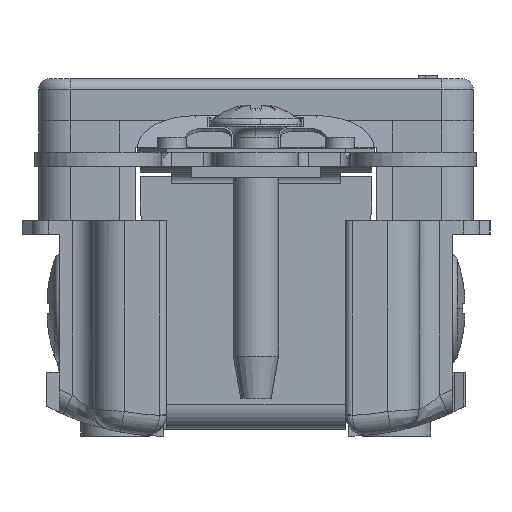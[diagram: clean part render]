
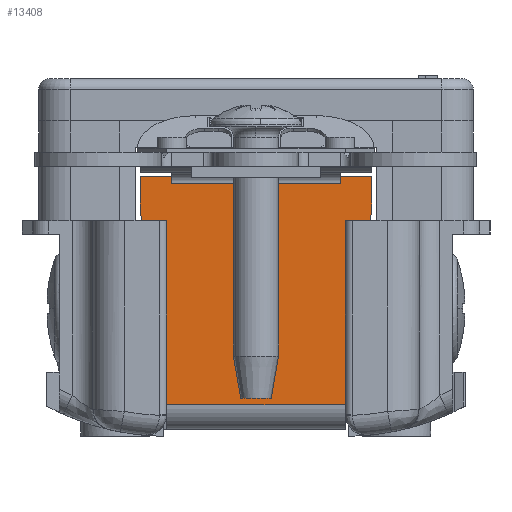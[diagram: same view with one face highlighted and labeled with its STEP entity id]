
A CAD part, front view. The second image highlights one B-rep face of the part: STEP entity #13408.
In plain terms, the highlighted planar face has unit normal (0, -1, 0).
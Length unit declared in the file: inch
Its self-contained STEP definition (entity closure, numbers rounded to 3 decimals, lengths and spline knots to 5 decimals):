
#647 = VERTEX_POINT ( 'NONE', #24325 ) ;
#1064 = DIRECTION ( 'NONE',  ( 0., 0., 1. ) ) ;
#1072 = CARTESIAN_POINT ( 'NONE',  ( 0.3435, -1.062, -0.277 ) ) ;
#1816 = AXIS2_PLACEMENT_3D ( 'NONE', #23912, #42233, #1064 ) ;
#2474 = LINE ( 'NONE', #16022, #37382 ) ;
#3083 = ORIENTED_EDGE ( 'NONE', *, *, #4052, .F. ) ;
#3464 = EDGE_CURVE ( 'NONE', #16687, #56660, #31532, .T. ) ;
#4052 = EDGE_CURVE ( 'NONE', #57746, #11779, #59426, .T. ) ;
#4334 = ORIENTED_EDGE ( 'NONE', *, *, #36148, .T. ) ;
#6161 = LINE ( 'NONE', #1072, #29542 ) ;
#6852 = CARTESIAN_POINT ( 'NONE',  ( 0.0005, -1.062, -0.36887 ) ) ;
#7091 = CARTESIAN_POINT ( 'NONE',  ( -0.2655, -1.062, -0.298 ) ) ;
#7587 = DIRECTION ( 'NONE',  ( 0., 0., 1. ) ) ;
#8052 = CARTESIAN_POINT ( 'NONE',  ( -0.25, -1.062, -0.587 ) ) ;
#8516 = CARTESIAN_POINT ( 'NONE',  ( -0.25, -1.062, -0.298 ) ) ;
#9192 = CARTESIAN_POINT ( 'NONE',  ( 0., -1.062, -0.987 ) ) ;
#9439 = VERTEX_POINT ( 'NONE', #53198 ) ;
#11352 = CARTESIAN_POINT ( 'NONE',  ( -0.2655, -1.062, -0.987 ) ) ;
#11779 = VERTEX_POINT ( 'NONE', #46706 ) ;
#11951 = ORIENTED_EDGE ( 'NONE', *, *, #35388, .F. ) ;
#12202 = VECTOR ( 'NONE', #7587, 39.37008 ) ;
#13408 = ADVANCED_FACE ( 'NONE', ( #30277 ), #48004, .F. ) ;
#14967 = CARTESIAN_POINT ( 'NONE',  ( -0.2655, -1.062, -0.956 ) ) ;
#15634 = ORIENTED_EDGE ( 'NONE', *, *, #43829, .F. ) ;
#15864 = CARTESIAN_POINT ( 'NONE',  ( 0.25, -1.062, -0.587 ) ) ;
#16022 = CARTESIAN_POINT ( 'NONE',  ( 0.3435, -1.062, -0.277 ) ) ;
#16687 = VERTEX_POINT ( 'NONE', #48852 ) ;
#16705 = ORIENTED_EDGE ( 'NONE', *, *, #36454, .F. ) ;
#17442 = CARTESIAN_POINT ( 'NONE',  ( 0.2655, -1.062, -0.956 ) ) ;
#17447 = EDGE_CURVE ( 'NONE', #20112, #647, #25348, .T. ) ;
#17566 = ORIENTED_EDGE ( 'NONE', *, *, #58757, .F. ) ;
#20099 = DIRECTION ( 'NONE',  ( 0., 0., 1. ) ) ;
#20112 = VERTEX_POINT ( 'NONE', #58316 ) ;
#20383 = LINE ( 'NONE', #25490, #39819 ) ;
#20789 = DIRECTION ( 'NONE',  ( 0., 0., -1. ) ) ;
#22125 = CARTESIAN_POINT ( 'NONE',  ( -0.3435, -1.062, -0.277 ) ) ;
#22303 = VECTOR ( 'NONE', #44763, 39.37008 ) ;
#23912 = CARTESIAN_POINT ( 'NONE',  ( -0.0005, -1.062, -0.36887 ) ) ;
#24325 = CARTESIAN_POINT ( 'NONE',  ( -0.2655, -1.062, -0.587 ) ) ;
#24483 = CARTESIAN_POINT ( 'NONE',  ( 0.3435, -1.062, -0.277 ) ) ;
#24817 = DIRECTION ( 'NONE',  ( -1., 0., 0. ) ) ;
#25348 = CIRCLE ( 'NONE', #50307, 0.344 ) ;
#25490 = CARTESIAN_POINT ( 'NONE',  ( -0.3435, -1.062, -0.277 ) ) ;
#25721 = LINE ( 'NONE', #56749, #48728 ) ;
#25953 = ORIENTED_EDGE ( 'NONE', *, *, #44580, .F. ) ;
#27265 = DIRECTION ( 'NONE',  ( 0., 0., 1. ) ) ;
#29038 = VERTEX_POINT ( 'NONE', #8516 ) ;
#29542 = VECTOR ( 'NONE', #51597, 39.37008 ) ;
#29679 = CARTESIAN_POINT ( 'NONE',  ( -0.3435, -1.062, -0.277 ) ) ;
#30277 = FACE_OUTER_BOUND ( 'NONE', #51491, .T. ) ;
#30329 = VECTOR ( 'NONE', #34456, 39.37008 ) ;
#30352 = EDGE_CURVE ( 'NONE', #11779, #29038, #57711, .T. ) ;
#30453 = CARTESIAN_POINT ( 'NONE',  ( 0.2655, -1.062, -0.267 ) ) ;
#30988 = CARTESIAN_POINT ( 'NONE',  ( 0.3435, -1.062, -0.36887 ) ) ;
#31532 = CIRCLE ( 'NONE', #1816, 0.344 ) ;
#31718 = CARTESIAN_POINT ( 'NONE',  ( 0.25, -1.062, -0.277 ) ) ;
#31833 = VECTOR ( 'NONE', #43501, 39.37008 ) ;
#32970 = EDGE_CURVE ( 'NONE', #54495, #9439, #57929, .T. ) ;
#33607 = VERTEX_POINT ( 'NONE', #24483 ) ;
#34456 = DIRECTION ( 'NONE',  ( 1., 0., 0. ) ) ;
#35110 = DIRECTION ( 'NONE',  ( 0., 0., 1. ) ) ;
#35388 = EDGE_CURVE ( 'NONE', #20112, #57746, #20383, .T. ) ;
#36148 = EDGE_CURVE ( 'NONE', #48187, #16687, #53318, .T. ) ;
#36454 = EDGE_CURVE ( 'NONE', #54495, #33607, #6161, .T. ) ;
#36596 = DIRECTION ( 'NONE',  ( 1., 0., 0. ) ) ;
#36967 = VECTOR ( 'NONE', #45997, 39.37008 ) ;
#37382 = VECTOR ( 'NONE', #20789, 39.37008 ) ;
#37590 = LINE ( 'NONE', #11352, #36967 ) ;
#39369 = VERTEX_POINT ( 'NONE', #14967 ) ;
#39819 = VECTOR ( 'NONE', #20099, 39.37008 ) ;
#40301 = VECTOR ( 'NONE', #36596, 39.37008 ) ;
#40746 = DIRECTION ( 'NONE',  ( 0., 1., 0. ) ) ;
#41015 = EDGE_CURVE ( 'NONE', #647, #39369, #37590, .T. ) ;
#42233 = DIRECTION ( 'NONE',  ( 0., -1., 0. ) ) ;
#42410 = ORIENTED_EDGE ( 'NONE', *, *, #17447, .T. ) ;
#42955 = DIRECTION ( 'NONE',  ( 0., -1., 0. ) ) ;
#43326 = ORIENTED_EDGE ( 'NONE', *, *, #32970, .T. ) ;
#43501 = DIRECTION ( 'NONE',  ( 0., 0., -1. ) ) ;
#43783 = LINE ( 'NONE', #7091, #30329 ) ;
#43829 = EDGE_CURVE ( 'NONE', #48187, #39369, #25721, .T. ) ;
#44580 = EDGE_CURVE ( 'NONE', #33607, #56660, #2474, .T. ) ;
#44763 = DIRECTION ( 'NONE',  ( 0., 0., -1. ) ) ;
#45275 = ORIENTED_EDGE ( 'NONE', *, *, #30352, .F. ) ;
#45997 = DIRECTION ( 'NONE',  ( 0., 0., -1. ) ) ;
#46467 = ORIENTED_EDGE ( 'NONE', *, *, #3464, .T. ) ;
#46706 = CARTESIAN_POINT ( 'NONE',  ( -0.25, -1.062, -0.277 ) ) ;
#46988 = ORIENTED_EDGE ( 'NONE', *, *, #41015, .T. ) ;
#47995 = AXIS2_PLACEMENT_3D ( 'NONE', #9192, #40746, #27265 ) ;
#48004 = PLANE ( 'NONE',  #47995 ) ;
#48187 = VERTEX_POINT ( 'NONE', #17442 ) ;
#48728 = VECTOR ( 'NONE', #24817, 39.37008 ) ;
#48852 = CARTESIAN_POINT ( 'NONE',  ( 0.2655, -1.062, -0.587 ) ) ;
#50307 = AXIS2_PLACEMENT_3D ( 'NONE', #6852, #42955, #35110 ) ;
#51491 = EDGE_LOOP ( 'NONE', ( #11951, #42410, #46988, #15634, #4334, #46467, #25953, #16705, #43326, #17566, #45275, #3083 ) ) ;
#51597 = DIRECTION ( 'NONE',  ( 1., 0., 0. ) ) ;
#53198 = CARTESIAN_POINT ( 'NONE',  ( 0.25, -1.062, -0.298 ) ) ;
#53318 = LINE ( 'NONE', #30453, #12202 ) ;
#54495 = VERTEX_POINT ( 'NONE', #31718 ) ;
#56660 = VERTEX_POINT ( 'NONE', #30988 ) ;
#56749 = CARTESIAN_POINT ( 'NONE',  ( 0., -1.062, -0.956 ) ) ;
#57711 = LINE ( 'NONE', #8052, #22303 ) ;
#57746 = VERTEX_POINT ( 'NONE', #29679 ) ;
#57929 = LINE ( 'NONE', #15864, #31833 ) ;
#58316 = CARTESIAN_POINT ( 'NONE',  ( -0.3435, -1.062, -0.36887 ) ) ;
#58757 = EDGE_CURVE ( 'NONE', #29038, #9439, #43783, .T. ) ;
#59426 = LINE ( 'NONE', #22125, #40301 ) ;
